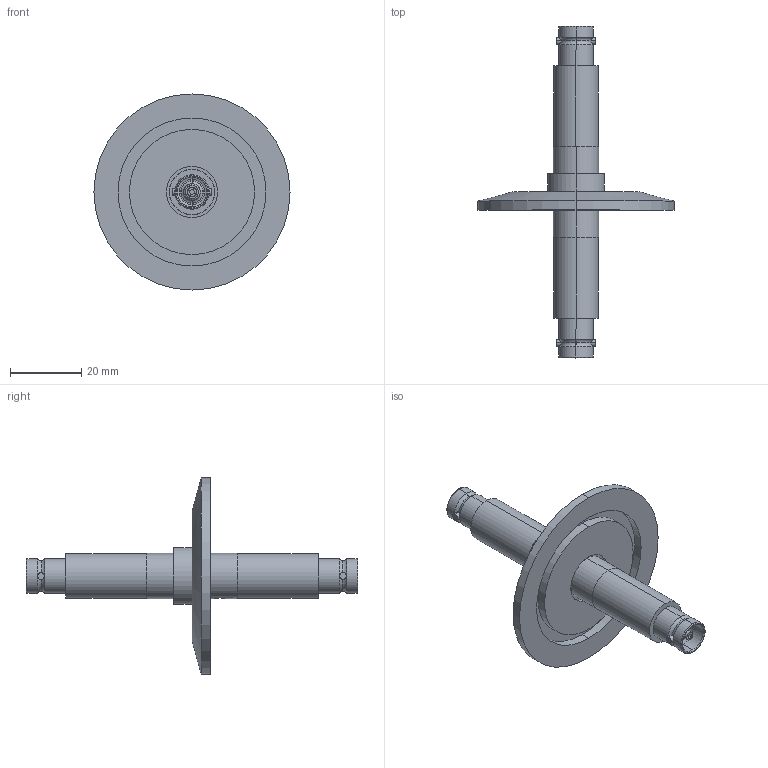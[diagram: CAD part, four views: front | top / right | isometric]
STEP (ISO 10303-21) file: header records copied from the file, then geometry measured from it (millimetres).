
FILE_DESCRIPTION (( 'STEP AP203' ), '1' );
FILE_NAME ('A0478-4-QF.STEP', '2012-06-05T14:47:14', ( '' ), ( '' ), 'SwSTEP 2.0', 'SolidWorks 2012', '' );
FILE_SCHEMA (( 'CONFIG_CONTROL_DESIGN' ));
Length unit declared in the file: inch
Products named in the file (1): A0478-4-QF
Bounding box: 54.86 x 92.9 x 54.86 mm (x, y, z)
Volume: 14747.3 mm3; surface area: 15836.2 mm2
Topology: 1 solids, 1 shells, 287 faces, 700 edges, 434 vertices
Faces by surface type: cylinder 129, plane 89, cone 34, torus 32, sphere 3
Entity records: 9260 total; most frequent: CARTESIAN_POINT 2178, DIRECTION 1627, ORIENTED_EDGE 1384, EDGE_CURVE 692, AXIS2_PLACEMENT_3D 679, VERTEX_POINT 430, CIRCLE 391, EDGE_LOOP 326
